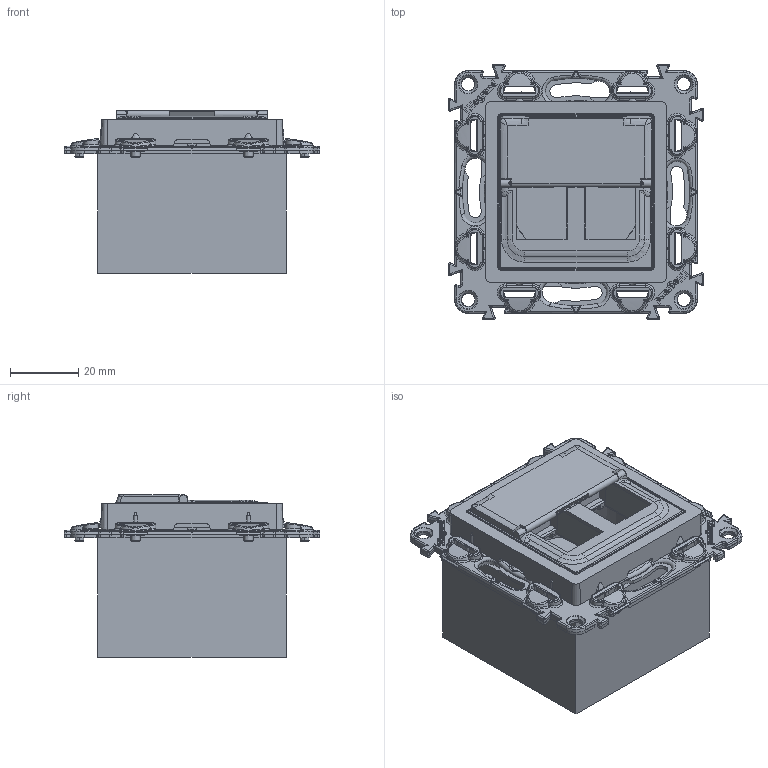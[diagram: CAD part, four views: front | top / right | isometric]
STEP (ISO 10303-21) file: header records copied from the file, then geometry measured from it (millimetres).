
FILE_DESCRIPTION(('CATIA V5 STEP Exchange','CAx-IF Rec.Pracs.--- Model Styling and Organization---1.4--- 2014-01-23'),'2;1');
FILE_NAME('755390_AllCATPart.stp','2020-02-25T08:56:46+00:00',('none'),('none'),'CATIA Version 5-6 Release 2017 SP3','CATIA V5 STEP AP214','none');
FILE_SCHEMA(('AUTOMOTIVE_DESIGN { 1 0 10303 214 1 1 1 1 }'));
Products named in the file (1): 755390_AllCATPart
Bounding box: 74.7 x 74.7 x 47.57 mm (x, y, z)
Volume: 105918.3 mm3; surface area: 39326.6 mm2
Topology: 1 solids, 3 shells, 9970 faces, 28852 edges, 18897 vertices
Faces by surface type: plane 8259, cylinder 811, bspline 370, cone 234, torus 168, sphere 68, extrusion 60
Entity records: 348228 total; most frequent: CARTESIAN_POINT 88139, ORIENTED_EDGE 57532, DIRECTION 42828, EDGE_CURVE 28766, VECTOR 24387, LINE 24327, VERTEX_POINT 18897, EDGE_LOOP 10201
